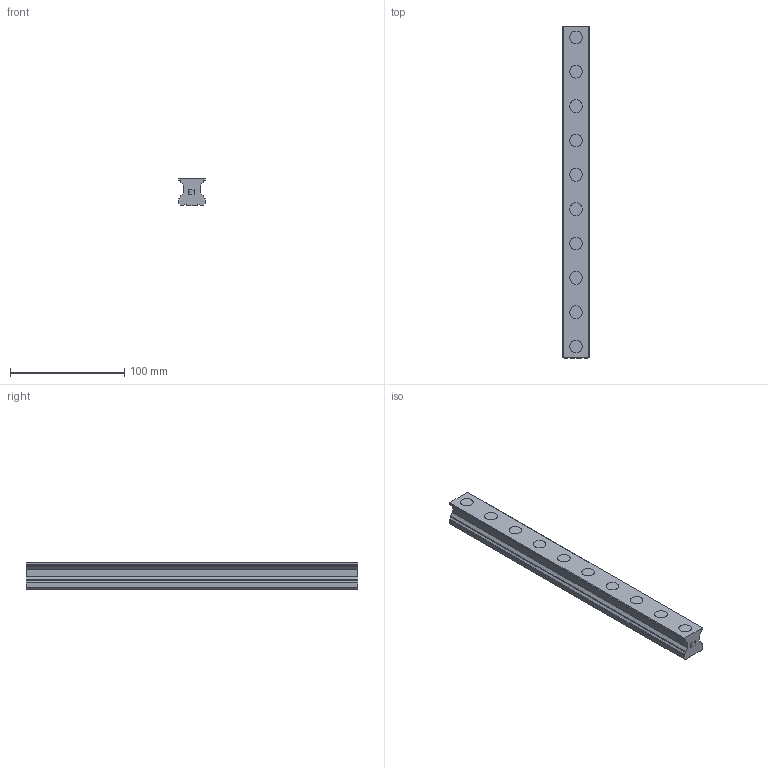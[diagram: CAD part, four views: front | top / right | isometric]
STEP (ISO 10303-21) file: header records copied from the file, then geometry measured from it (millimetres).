
FILE_DESCRIPTION(('STEP AP214'),'1');
FILE_NAME('cctmp_4B5901BA-2884-4033-9974-C73C7CBD6F23_2021_03_10_11_22_25_0043..stp','2021-03-10T10:22:25',('HIWIN GmbH'),('CADClick - www.CADClick.com'),'Spatial InterOp 3D',' ','unknown authorization');
FILE_SCHEMA(('AUTOMOTIVE_DESIGN'));
Length unit declared in the file: millimetre
Products named in the file (1): RGR25R290H_FILE
Bounding box: 23 x 290 x 23.6 mm (x, y, z)
Volume: 115851.3 mm3; surface area: 37029.8 mm2
Topology: 1 solids, 1 shells, 207 faces, 513 edges, 342 vertices
Faces by surface type: plane 129, cylinder 78
Entity records: 7843 total; most frequent: DIRECTION 1085, CARTESIAN_POINT 1063, ORIENTED_EDGE 1026, EDGE_CURVE 513, AXIS2_PLACEMENT_3D 364, LINE 357, VECTOR 357, VERTEX_POINT 342
